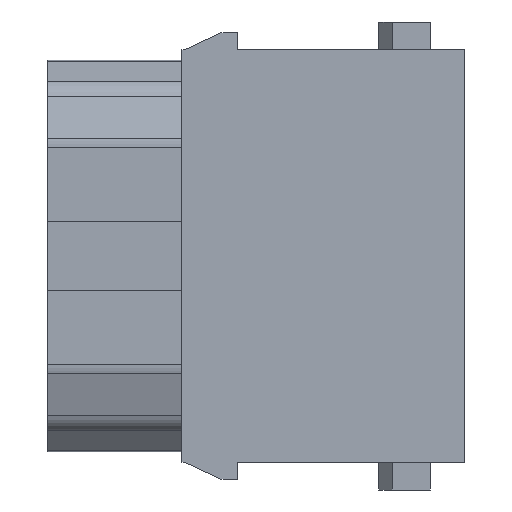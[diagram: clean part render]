
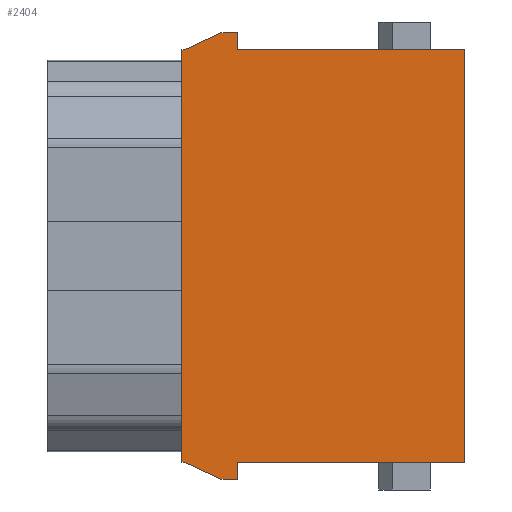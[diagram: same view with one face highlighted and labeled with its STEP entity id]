
A CAD part, left-side view. The second image highlights one B-rep face of the part: STEP entity #2404.
In plain terms, the highlighted planar face has unit normal (-1, 0, 0).
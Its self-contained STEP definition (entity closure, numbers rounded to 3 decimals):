
#2404=ADVANCED_FACE('',(#3128),#2786,.T.);
#2786=PLANE('',#11303);
#3128=FACE_OUTER_BOUND('',#4025,.T.);
#4025=EDGE_LOOP('',(#6387,#6388,#6389,#6390,#6391,#6392,#6393,#6394,#6395,
#6396,#6397,#6398));
#6387=ORIENTED_EDGE('',*,*,#8505,.T.);
#6388=ORIENTED_EDGE('',*,*,#8502,.T.);
#6389=ORIENTED_EDGE('',*,*,#8498,.T.);
#6390=ORIENTED_EDGE('',*,*,#8506,.T.);
#6391=ORIENTED_EDGE('',*,*,#8496,.F.);
#6392=ORIENTED_EDGE('',*,*,#8473,.F.);
#6393=ORIENTED_EDGE('',*,*,#8462,.T.);
#6394=ORIENTED_EDGE('',*,*,#8466,.T.);
#6395=ORIENTED_EDGE('',*,*,#8469,.T.);
#6396=ORIENTED_EDGE('',*,*,#8478,.F.);
#6397=ORIENTED_EDGE('',*,*,#8480,.T.);
#6398=ORIENTED_EDGE('',*,*,#8507,.T.);
#7281=VERTEX_POINT('',#16670);
#7282=VERTEX_POINT('',#16671);
#7285=VERTEX_POINT('',#16679);
#7287=VERTEX_POINT('',#16685);
#7289=VERTEX_POINT('',#16693);
#7292=VERTEX_POINT('',#16700);
#7293=VERTEX_POINT('',#16704);
#7304=VERTEX_POINT('',#16738);
#7305=VERTEX_POINT('',#16742);
#7306=VERTEX_POINT('',#16743);
#7309=VERTEX_POINT('',#16751);
#7311=VERTEX_POINT('',#16757);
#8462=EDGE_CURVE('',#7281,#7282,#9259,.T.);
#8466=EDGE_CURVE('',#7282,#7285,#9263,.T.);
#8469=EDGE_CURVE('',#7285,#7287,#9266,.T.);
#8473=EDGE_CURVE('',#7281,#7289,#9270,.T.);
#8478=EDGE_CURVE('',#7292,#7287,#9275,.T.);
#8480=EDGE_CURVE('',#7292,#7293,#9277,.T.);
#8496=EDGE_CURVE('',#7289,#7304,#9293,.T.);
#8498=EDGE_CURVE('',#7305,#7306,#9295,.T.);
#8502=EDGE_CURVE('',#7309,#7305,#9299,.T.);
#8505=EDGE_CURVE('',#7311,#7309,#9302,.T.);
#8506=EDGE_CURVE('',#7306,#7304,#9303,.T.);
#8507=EDGE_CURVE('',#7293,#7311,#9304,.T.);
#9259=LINE('',#16669,#10056);
#9263=LINE('',#16678,#10060);
#9266=LINE('',#16684,#10063);
#9270=LINE('',#16692,#10067);
#9275=LINE('',#16701,#10072);
#9277=LINE('',#16706,#10074);
#9293=LINE('',#16737,#10090);
#9295=LINE('',#16741,#10092);
#9299=LINE('',#16750,#10096);
#9302=LINE('',#16756,#10099);
#9303=LINE('',#16758,#10100);
#9304=LINE('',#16759,#10101);
#10056=VECTOR('',#13989,1.);
#10060=VECTOR('',#13995,1.);
#10063=VECTOR('',#14000,1.);
#10067=VECTOR('',#14008,1.);
#10072=VECTOR('',#14013,1.);
#10074=VECTOR('',#14017,1.);
#10090=VECTOR('',#14045,1.);
#10092=VECTOR('',#14049,1.);
#10096=VECTOR('',#14055,1.);
#10099=VECTOR('',#14060,1.);
#10100=VECTOR('',#14061,1.);
#10101=VECTOR('',#14062,1.);
#11303=AXIS2_PLACEMENT_3D('',#16760,#14063,#14064);
#13989=DIRECTION('',(0.,0.,1.));
#13995=DIRECTION('',(0.,1.,0.));
#14000=DIRECTION('',(0.,0.906,-0.423));
#14008=DIRECTION('',(0.,-1.,0.));
#14013=DIRECTION('',(0.,-1.,0.));
#14017=DIRECTION('',(0.,0.,-1.));
#14045=DIRECTION('',(0.,0.,-1.));
#14049=DIRECTION('',(0.,0.,1.));
#14055=DIRECTION('',(0.,-1.,0.));
#14060=DIRECTION('',(0.,-0.906,-0.423));
#14061=DIRECTION('',(0.,-1.,0.));
#14062=DIRECTION('',(0.,-1.,0.));
#14063=DIRECTION('',(-1.,0.,0.));
#14064=DIRECTION('',(0.,0.,1.));
#16669=CARTESIAN_POINT('',(-7.3,1.375,15.15));
#16670=CARTESIAN_POINT('',(-7.3,1.375,15.15));
#16671=CARTESIAN_POINT('',(-7.3,1.375,16.4));
#16678=CARTESIAN_POINT('',(-7.3,1.375,16.4));
#16679=CARTESIAN_POINT('',(-7.3,2.575,16.4));
#16684=CARTESIAN_POINT('',(-7.3,2.575,16.4));
#16685=CARTESIAN_POINT('',(-7.3,5.256,15.15));
#16692=CARTESIAN_POINT('',(-7.3,1.375,15.15));
#16693=CARTESIAN_POINT('',(-7.3,-15.325,15.15));
#16700=CARTESIAN_POINT('',(-7.3,5.475,15.15));
#16701=CARTESIAN_POINT('',(-7.3,5.475,15.15));
#16704=CARTESIAN_POINT('',(-7.3,5.475,-15.15));
#16706=CARTESIAN_POINT('',(-7.3,5.475,15.15));
#16737=CARTESIAN_POINT('',(-7.3,-15.325,15.15));
#16738=CARTESIAN_POINT('',(-7.3,-15.325,-15.15));
#16741=CARTESIAN_POINT('',(-7.3,1.375,-16.4));
#16742=CARTESIAN_POINT('',(-7.3,1.375,-16.4));
#16743=CARTESIAN_POINT('',(-7.3,1.375,-15.15));
#16750=CARTESIAN_POINT('',(-7.3,2.575,-16.4));
#16751=CARTESIAN_POINT('',(-7.3,2.575,-16.4));
#16756=CARTESIAN_POINT('',(-7.3,5.256,-15.15));
#16757=CARTESIAN_POINT('',(-7.3,5.256,-15.15));
#16758=CARTESIAN_POINT('',(-7.3,1.375,-15.15));
#16759=CARTESIAN_POINT('',(-7.3,5.475,-15.15));
#16760=CARTESIAN_POINT('',(-7.3,-15.425,-16.563));
